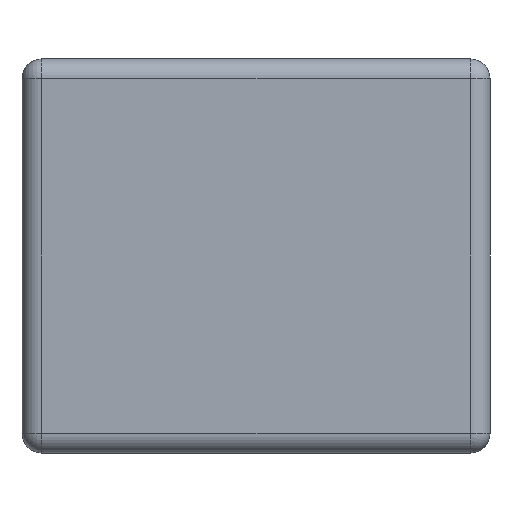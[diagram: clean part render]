
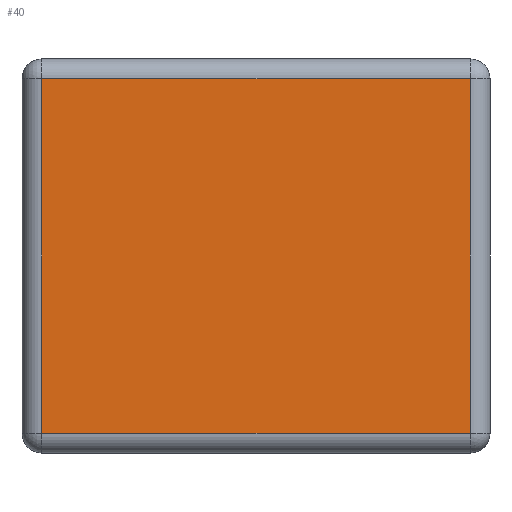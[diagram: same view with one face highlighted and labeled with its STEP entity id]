
A CAD part, left-side view. The second image highlights one B-rep face of the part: STEP entity #40.
In plain terms, the highlighted planar face has unit normal (-1, 0, 0).
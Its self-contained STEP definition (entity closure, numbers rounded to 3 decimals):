
#40 = ADVANCED_FACE ( 'NONE', ( #723 ), #134, .F. ) ;
#78 = EDGE_CURVE ( 'NONE', #457, #302, #721, .T. ) ;
#134 = PLANE ( 'NONE',  #555 ) ;
#228 = LINE ( 'NONE', #1032, #1145 ) ;
#302 = VERTEX_POINT ( 'NONE', #1376 ) ;
#360 = EDGE_CURVE ( 'NONE', #302, #857, #1541, .T. ) ;
#368 = DIRECTION ( 'NONE',  ( 0., 0., 1. ) ) ;
#378 = ORIENTED_EDGE ( 'NONE', *, *, #360, .T. ) ;
#457 = VERTEX_POINT ( 'NONE', #1426 ) ;
#485 = ORIENTED_EDGE ( 'NONE', *, *, #78, .T. ) ;
#528 = EDGE_LOOP ( 'NONE', ( #378, #1383, #1189, #485 ) ) ;
#531 = CARTESIAN_POINT ( 'NONE',  ( -0.8, 0.91, -0.36 ) ) ;
#551 = DIRECTION ( 'NONE',  ( 0., -1., 0. ) ) ;
#555 = AXIS2_PLACEMENT_3D ( 'NONE', #1331, #841, #828 ) ;
#609 = EDGE_CURVE ( 'NONE', #1436, #457, #724, .T. ) ;
#721 = LINE ( 'NONE', #967, #759 ) ;
#723 = FACE_OUTER_BOUND ( 'NONE', #528, .T. ) ;
#724 = LINE ( 'NONE', #1220, #1302 ) ;
#759 = VECTOR ( 'NONE', #1443, 1000. ) ;
#798 = VECTOR ( 'NONE', #1487, 1000. ) ;
#828 = DIRECTION ( 'NONE',  ( 0., 0., -1. ) ) ;
#841 = DIRECTION ( 'NONE',  ( 1., 0., 0. ) ) ;
#857 = VERTEX_POINT ( 'NONE', #531 ) ;
#967 = CARTESIAN_POINT ( 'NONE',  ( -0.8, 0.95, 0.36 ) ) ;
#1032 = CARTESIAN_POINT ( 'NONE',  ( -0.8, 0.95, -0.36 ) ) ;
#1145 = VECTOR ( 'NONE', #551, 1000. ) ;
#1189 = ORIENTED_EDGE ( 'NONE', *, *, #609, .T. ) ;
#1220 = CARTESIAN_POINT ( 'NONE',  ( -0.8, 0.04, -0.4 ) ) ;
#1265 = CARTESIAN_POINT ( 'NONE',  ( -0.8, 0.04, -0.36 ) ) ;
#1302 = VECTOR ( 'NONE', #368, 1000. ) ;
#1331 = CARTESIAN_POINT ( 'NONE',  ( -0.8, 0.95, -0.4 ) ) ;
#1376 = CARTESIAN_POINT ( 'NONE',  ( -0.8, 0.91, 0.36 ) ) ;
#1383 = ORIENTED_EDGE ( 'NONE', *, *, #1462, .T. ) ;
#1395 = CARTESIAN_POINT ( 'NONE',  ( -0.8, 0.91, -0.4 ) ) ;
#1426 = CARTESIAN_POINT ( 'NONE',  ( -0.8, 0.04, 0.36 ) ) ;
#1436 = VERTEX_POINT ( 'NONE', #1265 ) ;
#1443 = DIRECTION ( 'NONE',  ( 0., 1., 0. ) ) ;
#1462 = EDGE_CURVE ( 'NONE', #857, #1436, #228, .T. ) ;
#1487 = DIRECTION ( 'NONE',  ( 0., 0., -1. ) ) ;
#1541 = LINE ( 'NONE', #1395, #798 ) ;
